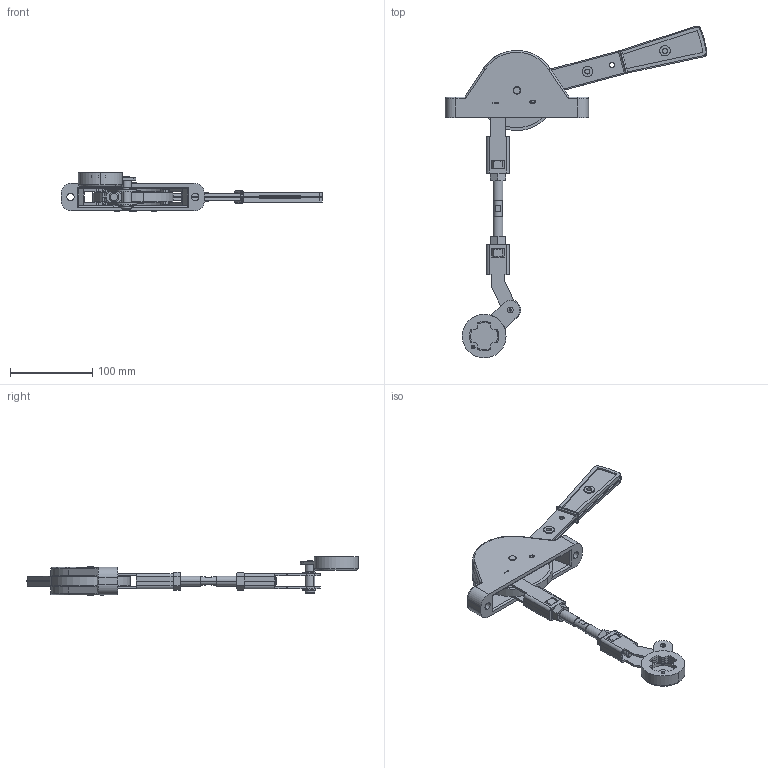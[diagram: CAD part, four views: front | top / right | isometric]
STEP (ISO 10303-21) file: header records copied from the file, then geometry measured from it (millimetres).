
FILE_DESCRIPTION (( 'STEP AP203' ), '1' );
FILE_NAME ('UVR32-H-630.ÃÌ Ïåðåäíÿÿ ñìåùåííàÿ ðóêîÿòêà äëÿ ÂÐ32Ó 31240 (1 íàïðàâëåíèå) 630À.STEP', '2025-06-05T13:50:01', ( '' ), ( '' ), 'SwSTEP 2.0', 'SolidWorks 2021', '' );
FILE_SCHEMA (( 'CONFIG_CONTROL_DESIGN' ));
Length unit declared in the file: millimetre
Products named in the file (25): 砑僔蠂縺 2_00; Êîïèÿ Lock washer DIN 6799 - 9^UVR32-H-630.ÃÌ Ïåðåäíÿÿ ñìåùåííàÿ ðóêîÿòêà äëÿ ÂÐ32Ó 31240 (1 íàïðàâëåíèå) 630À_Lock washer DIN 6799 - 9; Êîïèÿ Òÿãà 2 ÑÁ^UVR32-H-630.ÃÌ Ïåðåäíÿÿ ñìåùåííàÿ ðóêîÿòêà äëÿ ÂÐ32Ó 31240 (1 íàïðàâëåíèå) 630À_00; Âñòàâêà ðóêîÿòêè_00; Òÿãà_-00 ¯àï¬ ï £¨¡ª ; 砑僔蠂縺_00; Êîïèÿ Âòóëêà 3^UVR32-H-630.ÃÌ Ïåðåäíÿÿ ñìåùåííàÿ ðóêîÿòêà äëÿ ÂÐ32Ó 31240 (1 íàïðàâëåíèå) 630À_00; Êîïèÿ Âòóëêà 2^UVR32-H-630.ÃÌ Ïåðåäíÿÿ ñìåùåííàÿ ðóêîÿòêà äëÿ ÂÐ32Ó 31240 (1 íàïðàâëåíèå) 630À_§ ª«¥¯ ­­ ï; 拺譇膻玁蠈錪_00; Ðû÷àã ðóêîÿòêè_00; Êîïèÿ Çàãëóøêà^UVR32-H-630.ÃÌ Ïåðåäíÿÿ ñìåùåííàÿ ðóêîÿòêà äëÿ ÂÐ32Ó 31240 (1 íàïðàâëåíèå) 630À_00; 扻豵鵨_00; Êîïèÿ Òðàâåðñà ÑÁ^UVR32-H-630.ÃÌ Ïåðåäíÿÿ ñìåùåííàÿ ðóêîÿòêà äëÿ ÂÐ32Ó 31240 (1 íàïðàâëåíèå) 630À_00; Òÿãà 2_-01 ®¡à â­ ï £¨¡ª ; Îñíîâàíèå ðóêîÿòêè_00; Êîïèÿ Ðóêîÿòêà ÑÁ^UVR32-H-630.ÃÌ Ïåðåäíÿÿ ñìåùåííàÿ ðóêîÿòêà äëÿ ÂÐ32Ó 31240 (1 íàïðàâëåíèå) 630À_00; Êîïèÿ Êîðïóñ ðóêîÿòêè^UVR32-H-630.ÃÌ Ïåðåäíÿÿ ñìåùåííàÿ ðóêîÿòêà äëÿ ÂÐ32Ó 31240 (1 íàïðàâëåíèå) 630À_00; UVR32-H-630.ÃÌ Ïåðåäíÿÿ ñìåùåííàÿ ðóêîÿòêà äëÿ ÂÐ32Ó 31240 (1 íàïðàâëåíèå) 630À; Òÿãà_-01 ®¡à â­ ï £¨¡ª ; Êîïèÿ Òÿãà ÑÁ^UVR32-H-630.ÃÌ Ïåðåäíÿÿ ñìåùåííàÿ ðóêîÿòêà äëÿ ÂÐ32Ó 31240 (1 íàïðàâëåíèå) 630À_00; Ãàéêà M12 DIN 934_00; Âòóëêà_-01 § ª«¥¯ ­­ ï; Êîïèÿ Øïèëüêà^UVR32-H-630.ÃÌ Ïåðåäíÿÿ ñìåùåííàÿ ðóêîÿòêà äëÿ ÂÐ32Ó 31240 (1 íàïðàâëåíèå) 630À_00; Êîïèÿ Ãàéêà M12 DIN 934^UVR32-H-630.ÃÌ Ïåðåäíÿÿ ñìåùåííàÿ ðóêîÿòêà äëÿ ÂÐ32Ó 31240 (1 íàïðàâëåíèå) 630À_00; Òÿãà 2_-00 ¯àï¬ ï £¨¡ª 
Assembly tree (27 placements, depth 3):
  UVR32-H-630.ÃÌ Ïåðåäíÿÿ ñìåùåííàÿ ðóêîÿòêà äëÿ ÂÐ32Ó 31240 (1 íàïðàâëåíèå) 630À
    Êîïèÿ Âòóëêà 2^UVR32-H-630.ÃÌ Ïåðåäíÿÿ ñìåùåííàÿ ðóêîÿòêà äëÿ ÂÐ32Ó 31240 (1 íàïðàâëåíèå) 630À_§ ª«¥¯ ­­ ï
    Êîïèÿ Âòóëêà 3^UVR32-H-630.ÃÌ Ïåðåäíÿÿ ñìåùåííàÿ ðóêîÿòêà äëÿ ÂÐ32Ó 31240 (1 íàïðàâëåíèå) 630À_00
    Êîïèÿ Çàãëóøêà^UVR32-H-630.ÃÌ Ïåðåäíÿÿ ñìåùåííàÿ ðóêîÿòêà äëÿ ÂÐ32Ó 31240 (1 íàïðàâëåíèå) 630À_00
    Êîïèÿ Êîðïóñ ðóêîÿòêè^UVR32-H-630.ÃÌ Ïåðåäíÿÿ ñìåùåííàÿ ðóêîÿòêà äëÿ ÂÐ32Ó 31240 (1 íàïðàâëåíèå) 630À_00
    Êîïèÿ Ðóêîÿòêà ÑÁ^UVR32-H-630.ÃÌ Ïåðåäíÿÿ ñìåùåííàÿ ðóêîÿòêà äëÿ ÂÐ32Ó 31240 (1 íàïðàâëåíèå) 630À_00
      Âñòàâêà ðóêîÿòêè_00
      拺譇膻玁蠈錪_00
      Îñíîâàíèå ðóêîÿòêè_00
      Ðû÷àã ðóêîÿòêè_00
    Êîïèÿ Òðàâåðñà ÑÁ^UVR32-H-630.ÃÌ Ïåðåäíÿÿ ñìåùåííàÿ ðóêîÿòêà äëÿ ÂÐ32Ó 31240 (1 íàïðàâëåíèå) 630À_00
      扻豵鵨_00
      砑僔蠂縺_00
      砑僔蠂縺 2_00
      Âòóëêà_-01 § ª«¥¯ ­­ ï
    Êîïèÿ Òÿãà 2 ÑÁ^UVR32-H-630.ÃÌ Ïåðåäíÿÿ ñìåùåííàÿ ðóêîÿòêà äëÿ ÂÐ32Ó 31240 (1 íàïðàâëåíèå) 630À_00
      Ãàéêà M12 DIN 934_00
      Òÿãà 2_-00 ¯àï¬ ï £¨¡ª 
      Òÿãà 2_-01 ®¡à â­ ï £¨¡ª 
    Êîïèÿ Òÿãà ÑÁ^UVR32-H-630.ÃÌ Ïåðåäíÿÿ ñìåùåííàÿ ðóêîÿòêà äëÿ ÂÐ32Ó 31240 (1 íàïðàâëåíèå) 630À_00
      Ãàéêà M12 DIN 934_00
      Òÿãà_-01 ®¡à â­ ï £¨¡ª 
      Òÿãà_-00 ¯àï¬ ï £¨¡ª 
    Êîïèÿ Øïèëüêà^UVR32-H-630.ÃÌ Ïåðåäíÿÿ ñìåùåííàÿ ðóêîÿòêà äëÿ ÂÐ32Ó 31240 (1 íàïðàâëåíèå) 630À_00
    Êîïèÿ Ãàéêà M12 DIN 934^UVR32-H-630.ÃÌ Ïåðåäíÿÿ ñìåùåííàÿ ðóêîÿòêà äëÿ ÂÐ32Ó 31240 (1 íàïðàâëåíèå) 630À_00  x2
    Êîïèÿ Lock washer DIN 6799 - 9^UVR32-H-630.ÃÌ Ïåðåäíÿÿ ñìåùåííàÿ ðóêîÿòêà äëÿ ÂÐ32Ó 31240 (1 íàïðàâëåíèå) 630À_Lock washer DIN 6799 - 9  x2
Bounding box: 319.26 x 404.8 x 46.9 mm (x, y, z)
Volume: 341616.2 mm3; surface area: 167756.9 mm2
Topology: 23 solids, 23 shells, 824 faces, 2065 edges, 1320 vertices
Faces by surface type: plane 434, cylinder 312, cone 42, bspline 28, torus 8
Entity records: 27270 total; most frequent: CARTESIAN_POINT 5921, DIRECTION 3955, ORIENTED_EDGE 3806, EDGE_CURVE 1903, AXIS2_PLACEMENT_3D 1382, VERTEX_POINT 1220, VECTOR 1191, LINE 1191
